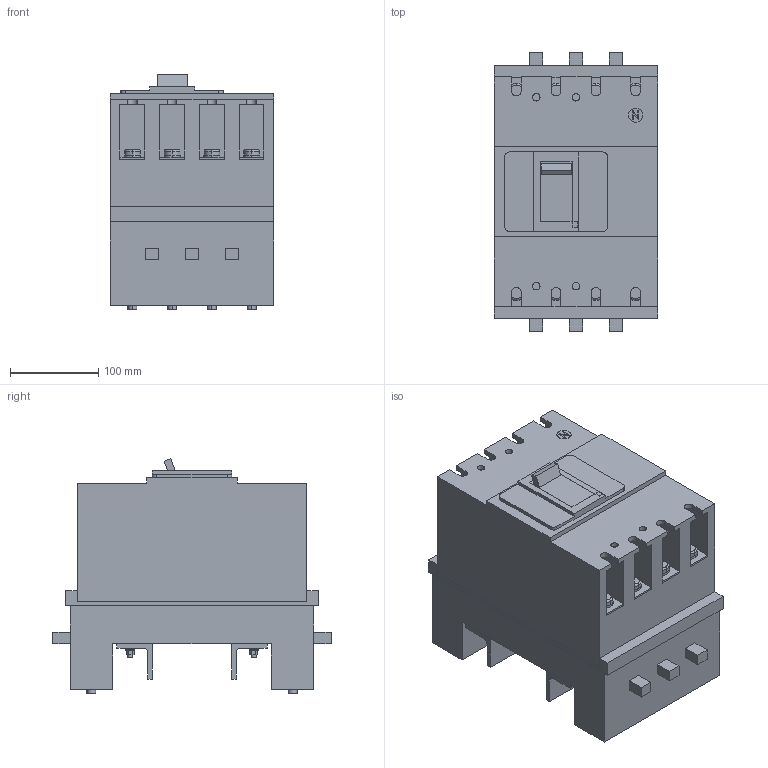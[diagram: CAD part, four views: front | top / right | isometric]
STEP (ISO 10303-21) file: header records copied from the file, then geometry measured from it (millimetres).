
FILE_DESCRIPTION(('CoCreate Modeling STEP Export'),'2;1');
FILE_NAME('Ｈ４００ＮＥ４Ｍ.stp','2016-03-31T15:41:20',(''),(''),'CoCreate Modeling STEP processor for AP214 (Solid Model)','CoCreate Modeling 17.0 01-Apr-2010 (C) Parametric Technology GmbH','');
FILE_SCHEMA(('AUTOMOTIVE_DESIGN { 1 0 10303 214 1 1 1 1 }'));
Length unit declared in the file: millimetre
Products named in the file (56): p2; p5.5; p3; p13.2; p6; p1; p4; p4.1; p7; p7.1; p7.3; p7.4; p7.5; p7.6; p7.7; p7.2; p8; p8.1; p8.3; p8.4; p8.5; p8.6; p8.7; p8.2; p9; p9.1; p9.3; p9.4; p9.5; p9.6; p9.7; p9.2; p5; p5.1; p5.6; p5.7; p5.2; p5.3; p5.4; p14 ...
Assembly tree (65 placements, depth 2):
  Ｈ４００ＮＥ４Ｍ
    p14  x8
    p13.3
    p13.1
    p13
    p12.2
    p12.3
    p12.1
    p12
    p11.3
    p11.2
    p11.1
    p11
    p10.2
    p10.3
    p10.1
    p10
    p5.4
    p5.3
    p5.2
    p5.7
    p5.6
    p5.1
    p5
    p9.2
    p9.7
    p9.6
    p9.5
    p9.4
    p9.3
    p9.1
    p9
    p8.2
    p8.7
    p8.6
    p8.5
    p8.4
    p8.3
    p8.1
    p8
    p7.2
    p7.7
    p7.6
    p7.5
    p7.4
    p7.3
    p7.1
    p7
    p4.1
    p4
    p1
    p6  x4
    p13.2
    p3
    p5.5
    p2
Bounding box: 185 x 315 x 265.5 mm (x, y, z)
Volume: 8728070.6 mm3; surface area: 899815.5 mm2
Topology: 65 solids, 65 shells, 822 faces, 1886 edges, 1252 vertices
Faces by surface type: plane 446, cylinder 360, torus 16
Entity records: 21021 total; most frequent: ORIENTED_EDGE 3448, CARTESIAN_POINT 3149, DIRECTION 3006, EDGE_CURVE 1724, VERTEX_POINT 1144, VECTOR 1004, LINE 1004, AXIS2_PLACEMENT_3D 1001
